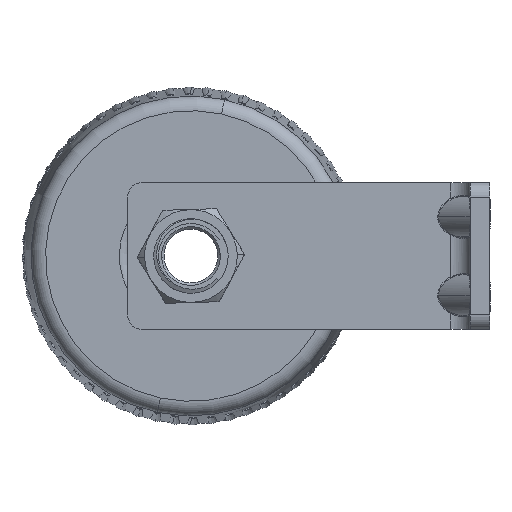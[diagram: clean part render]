
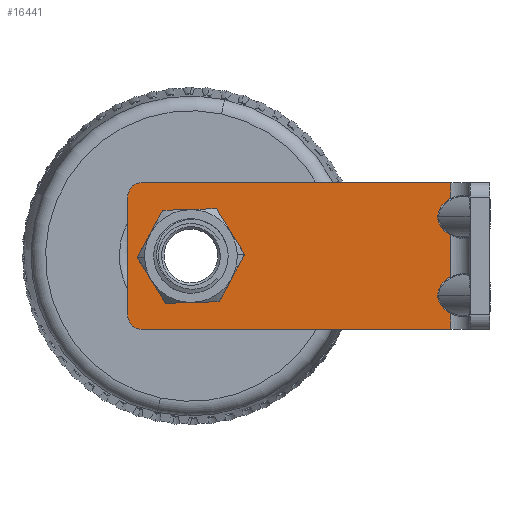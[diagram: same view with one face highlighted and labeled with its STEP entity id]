
A CAD part, front view. The second image highlights one B-rep face of the part: STEP entity #16441.
In plain terms, the highlighted planar face has unit normal (0, -1, 0).
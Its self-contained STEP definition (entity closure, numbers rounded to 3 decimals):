
#125 = CARTESIAN_POINT ( 'NONE',  ( 0.285, 48.474, 1.152 ) ) ;
#165 = CIRCLE ( 'NONE', #2100, 3. ) ;
#253 = DIRECTION ( 'NONE',  ( 0., -1., 0. ) ) ;
#294 = CARTESIAN_POINT ( 'NONE',  ( 2.937, 48.474, -1.113 ) ) ;
#355 = ORIENTED_EDGE ( 'NONE', *, *, #15041, .T. ) ;
#459 =( BOUNDED_CURVE ( )  B_SPLINE_CURVE ( 3, ( #16116, #13534, #3093, #8295 ),
 .UNSPECIFIED., .F., .F. ) 
 B_SPLINE_CURVE_WITH_KNOTS ( ( 4, 4 ),
 ( 5.366, 6.283 ),
 .UNSPECIFIED. ) 
 CURVE ( )  GEOMETRIC_REPRESENTATION_ITEM ( )  RATIONAL_B_SPLINE_CURVE ( ( 1., 0.931, 0.931, 1. ) ) 
 REPRESENTATION_ITEM ( '' )  );
#464 = ORIENTED_EDGE ( 'NONE', *, *, #5344, .T. ) ;
#473 = VERTEX_POINT ( 'NONE', #10367 ) ;
#759 = CARTESIAN_POINT ( 'NONE',  ( 2.937, 48.474, 25.658 ) ) ;
#933 = CARTESIAN_POINT ( 'NONE',  ( 0.285, 48.474, 20.164 ) ) ;
#1055 = AXIS2_PLACEMENT_3D ( 'NONE', #5292, #14345, #1401 ) ;
#1108 = CARTESIAN_POINT ( 'NONE',  ( 1.234, 48.474, 21.514 ) ) ;
#1235 = VERTEX_POINT ( 'NONE', #16109 ) ;
#1279 = CARTESIAN_POINT ( 'NONE',  ( 2.937, 48.474, 22.43 ) ) ;
#1401 = DIRECTION ( 'NONE',  ( -1., 0., 0. ) ) ;
#1746 = VERTEX_POINT ( 'NONE', #12291 ) ;
#2100 = AXIS2_PLACEMENT_3D ( 'NONE', #4521, #2819, #13335 ) ;
#2202 = CARTESIAN_POINT ( 'NONE',  ( 2.937, 48.474, -4.342 ) ) ;
#2617 = ORIENTED_EDGE ( 'NONE', *, *, #5139, .T. ) ;
#2819 = DIRECTION ( 'NONE',  ( 0., -1., 0. ) ) ;
#3091 =( BOUNDED_CURVE ( )  B_SPLINE_CURVE ( 3, ( #12923, #933, #1108, #1279 ),
 .UNSPECIFIED., .F., .T. ) 
 B_SPLINE_CURVE_WITH_KNOTS ( ( 4, 4 ),
 ( 0., 0.917 ),
 .UNSPECIFIED. ) 
 CURVE ( )  GEOMETRIC_REPRESENTATION_ITEM ( )  RATIONAL_B_SPLINE_CURVE ( ( 1., 0.931, 0.931, 1. ) ) 
 REPRESENTATION_ITEM ( '' )  );
#3093 = CARTESIAN_POINT ( 'NONE',  ( 0.285, 48.474, 17.152 ) ) ;
#3216 = EDGE_CURVE ( 'NONE', #3232, #15781, #6140, .T. ) ;
#3232 = VERTEX_POINT ( 'NONE', #13247 ) ;
#3592 = EDGE_CURVE ( 'NONE', #5026, #7106, #4905, .T. ) ;
#3596 = DIRECTION ( 'NONE',  ( 0., 0., -1. ) ) ;
#3702 = ORIENTED_EDGE ( 'NONE', *, *, #4680, .F. ) ;
#3905 = DIRECTION ( 'NONE',  ( -1., 0., 0. ) ) ;
#3926 = DIRECTION ( 'NONE',  ( 0., 0., -1. ) ) ;
#4099 = VERTEX_POINT ( 'NONE', #4471 ) ;
#4168 = CARTESIAN_POINT ( 'NONE',  ( 1.234, 48.474, 5.514 ) ) ;
#4353 = VERTEX_POINT ( 'NONE', #7226 ) ;
#4471 = CARTESIAN_POINT ( 'NONE',  ( -63.063, 48.474, 22.658 ) ) ;
#4521 = CARTESIAN_POINT ( 'NONE',  ( -60.063, 48.474, -1.342 ) ) ;
#4555 = CARTESIAN_POINT ( 'NONE',  ( -60.063, 48.474, 22.658 ) ) ;
#4680 = EDGE_CURVE ( 'NONE', #1746, #16824, #6696, .T. ) ;
#4745 = VERTEX_POINT ( 'NONE', #14785 ) ;
#4781 = LINE ( 'NONE', #7223, #10369 ) ;
#4905 = CIRCLE ( 'NONE', #1055, 7.75 ) ;
#4916 = ORIENTED_EDGE ( 'NONE', *, *, #15145, .F. ) ;
#4946 = CIRCLE ( 'NONE', #7162, 3. ) ;
#5026 = VERTEX_POINT ( 'NONE', #11761 ) ;
#5139 = EDGE_CURVE ( 'NONE', #7106, #5026, #12661, .T. ) ;
#5190 = ORIENTED_EDGE ( 'NONE', *, *, #6723, .F. ) ;
#5203 = VECTOR ( 'NONE', #3926, 1000. ) ;
#5235 = AXIS2_PLACEMENT_3D ( 'NONE', #10389, #10479, #3905 ) ;
#5239 = CARTESIAN_POINT ( 'NONE',  ( 0.285, 48.474, 2.658 ) ) ;
#5292 = CARTESIAN_POINT ( 'NONE',  ( -50.142, 48.474, 10.658 ) ) ;
#5344 = EDGE_CURVE ( 'NONE', #4745, #16824, #3091, .T. ) ;
#5498 = VECTOR ( 'NONE', #11719, 1000. ) ;
#5530 = DIRECTION ( 'NONE',  ( -1., 0., 0. ) ) ;
#5559 = CARTESIAN_POINT ( 'NONE',  ( 0.285, 48.474, 4.164 ) ) ;
#5661 = EDGE_CURVE ( 'NONE', #5930, #3232, #12462, .T. ) ;
#5916 = ORIENTED_EDGE ( 'NONE', *, *, #15972, .T. ) ;
#5930 = VERTEX_POINT ( 'NONE', #7377 ) ;
#6140 =( BOUNDED_CURVE ( )  B_SPLINE_CURVE ( 3, ( #10573, #5559, #4168, #10741 ),
 .UNSPECIFIED., .F., .T. ) 
 B_SPLINE_CURVE_WITH_KNOTS ( ( 4, 4 ),
 ( 0., 0.917 ),
 .UNSPECIFIED. ) 
 CURVE ( )  GEOMETRIC_REPRESENTATION_ITEM ( )  RATIONAL_B_SPLINE_CURVE ( ( 1., 0.931, 0.931, 1. ) ) 
 REPRESENTATION_ITEM ( '' )  );
#6535 = CARTESIAN_POINT ( 'NONE',  ( -50.142, 48.474, 2.908 ) ) ;
#6593 = DIRECTION ( 'NONE',  ( -1., 0., 0. ) ) ;
#6696 = LINE ( 'NONE', #14625, #5203 ) ;
#6723 = EDGE_CURVE ( 'NONE', #5930, #14599, #12497, .T. ) ;
#7106 = VERTEX_POINT ( 'NONE', #6535 ) ;
#7162 = AXIS2_PLACEMENT_3D ( 'NONE', #4555, #253, #5530 ) ;
#7223 = CARTESIAN_POINT ( 'NONE',  ( -59.063, 48.474, 25.658 ) ) ;
#7226 = CARTESIAN_POINT ( 'NONE',  ( -60.063, 48.474, 25.658 ) ) ;
#7352 = CARTESIAN_POINT ( 'NONE',  ( 2.937, 48.474, 6.43 ) ) ;
#7377 = CARTESIAN_POINT ( 'NONE',  ( 2.937, 48.474, -1.113 ) ) ;
#7500 = CARTESIAN_POINT ( 'NONE',  ( 2.937, 48.474, 25.658 ) ) ;
#7559 = EDGE_CURVE ( 'NONE', #4353, #4099, #4946, .T. ) ;
#7863 = VECTOR ( 'NONE', #3596, 1000. ) ;
#8112 = CARTESIAN_POINT ( 'NONE',  ( -59.063, 48.474, -4.342 ) ) ;
#8156 = VECTOR ( 'NONE', #17064, 1000. ) ;
#8295 = CARTESIAN_POINT ( 'NONE',  ( 0.285, 48.474, 18.658 ) ) ;
#8305 = EDGE_LOOP ( 'NONE', ( #2617, #15194 ) ) ;
#8690 = EDGE_LOOP ( 'NONE', ( #5190, #9965, #12021, #4916, #355, #464, #3702, #13641, #10981, #9323, #16664, #5916 ) ) ;
#9277 = DIRECTION ( 'NONE',  ( 0., 1., 0. ) ) ;
#9323 = ORIENTED_EDGE ( 'NONE', *, *, #13080, .T. ) ;
#9553 = EDGE_CURVE ( 'NONE', #14903, #473, #165, .T. ) ;
#9965 = ORIENTED_EDGE ( 'NONE', *, *, #5661, .T. ) ;
#10367 = CARTESIAN_POINT ( 'NONE',  ( -60.063, 48.474, -4.342 ) ) ;
#10369 = VECTOR ( 'NONE', #13933, 1000. ) ;
#10389 = CARTESIAN_POINT ( 'NONE',  ( -50.142, 48.474, 10.658 ) ) ;
#10450 = CARTESIAN_POINT ( 'NONE',  ( -63.063, 48.474, -1.342 ) ) ;
#10479 = DIRECTION ( 'NONE',  ( 0., 1., 0. ) ) ;
#10573 = CARTESIAN_POINT ( 'NONE',  ( 0.285, 48.474, 2.658 ) ) ;
#10741 = CARTESIAN_POINT ( 'NONE',  ( 2.937, 48.474, 6.43 ) ) ;
#10831 = CARTESIAN_POINT ( 'NONE',  ( 1.234, 48.474, -0.198 ) ) ;
#10981 = ORIENTED_EDGE ( 'NONE', *, *, #7559, .T. ) ;
#11303 = DIRECTION ( 'NONE',  ( 0., 0., -1. ) ) ;
#11595 = VECTOR ( 'NONE', #11303, 1000. ) ;
#11719 = DIRECTION ( 'NONE',  ( 0., 0., -1. ) ) ;
#11761 = CARTESIAN_POINT ( 'NONE',  ( -50.142, 48.474, 18.408 ) ) ;
#11813 = LINE ( 'NONE', #15772, #5498 ) ;
#11853 = CARTESIAN_POINT ( 'NONE',  ( -59.063, 48.474, 25.658 ) ) ;
#12018 = PLANE ( 'NONE',  #15582 ) ;
#12021 = ORIENTED_EDGE ( 'NONE', *, *, #3216, .T. ) ;
#12059 = LINE ( 'NONE', #8112, #8156 ) ;
#12291 = CARTESIAN_POINT ( 'NONE',  ( 2.937, 48.474, 25.658 ) ) ;
#12462 =( BOUNDED_CURVE ( )  B_SPLINE_CURVE ( 3, ( #294, #10831, #125, #5239 ),
 .UNSPECIFIED., .F., .T. ) 
 B_SPLINE_CURVE_WITH_KNOTS ( ( 4, 4 ),
 ( 5.366, 6.283 ),
 .UNSPECIFIED. ) 
 CURVE ( )  GEOMETRIC_REPRESENTATION_ITEM ( )  RATIONAL_B_SPLINE_CURVE ( ( 1., 0.931, 0.931, 1. ) ) 
 REPRESENTATION_ITEM ( '' )  );
#12497 = LINE ( 'NONE', #759, #11595 ) ;
#12533 = FACE_OUTER_BOUND ( 'NONE', #8690, .T. ) ;
#12661 = CIRCLE ( 'NONE', #5235, 7.75 ) ;
#12923 = CARTESIAN_POINT ( 'NONE',  ( 0.285, 48.474, 18.658 ) ) ;
#13080 = EDGE_CURVE ( 'NONE', #4099, #14903, #11813, .T. ) ;
#13247 = CARTESIAN_POINT ( 'NONE',  ( 0.285, 48.474, 2.658 ) ) ;
#13335 = DIRECTION ( 'NONE',  ( -1., 0., 0. ) ) ;
#13534 = CARTESIAN_POINT ( 'NONE',  ( 1.234, 48.474, 15.802 ) ) ;
#13641 = ORIENTED_EDGE ( 'NONE', *, *, #14554, .F. ) ;
#13933 = DIRECTION ( 'NONE',  ( 1., 0., 0. ) ) ;
#14345 = DIRECTION ( 'NONE',  ( 0., 1., 0. ) ) ;
#14554 = EDGE_CURVE ( 'NONE', #4353, #1746, #4781, .T. ) ;
#14599 = VERTEX_POINT ( 'NONE', #2202 ) ;
#14625 = CARTESIAN_POINT ( 'NONE',  ( 2.937, 48.474, 25.658 ) ) ;
#14785 = CARTESIAN_POINT ( 'NONE',  ( 0.285, 48.474, 18.658 ) ) ;
#14903 = VERTEX_POINT ( 'NONE', #10450 ) ;
#15041 = EDGE_CURVE ( 'NONE', #1235, #4745, #459, .T. ) ;
#15145 = EDGE_CURVE ( 'NONE', #1235, #15781, #16797, .T. ) ;
#15194 = ORIENTED_EDGE ( 'NONE', *, *, #3592, .T. ) ;
#15582 = AXIS2_PLACEMENT_3D ( 'NONE', #11853, #9277, #6593 ) ;
#15772 = CARTESIAN_POINT ( 'NONE',  ( -63.063, 48.474, 25.658 ) ) ;
#15781 = VERTEX_POINT ( 'NONE', #7352 ) ;
#15972 = EDGE_CURVE ( 'NONE', #473, #14599, #12059, .T. ) ;
#16109 = CARTESIAN_POINT ( 'NONE',  ( 2.937, 48.474, 14.887 ) ) ;
#16116 = CARTESIAN_POINT ( 'NONE',  ( 2.937, 48.474, 14.887 ) ) ;
#16441 = ADVANCED_FACE ( 'NONE', ( #12533, #16590 ), #12018, .F. ) ;
#16488 = CARTESIAN_POINT ( 'NONE',  ( 2.937, 48.474, 22.43 ) ) ;
#16590 = FACE_BOUND ( 'NONE', #8305, .T. ) ;
#16664 = ORIENTED_EDGE ( 'NONE', *, *, #9553, .T. ) ;
#16797 = LINE ( 'NONE', #7500, #7863 ) ;
#16824 = VERTEX_POINT ( 'NONE', #16488 ) ;
#17064 = DIRECTION ( 'NONE',  ( 1., 0., 0. ) ) ;
